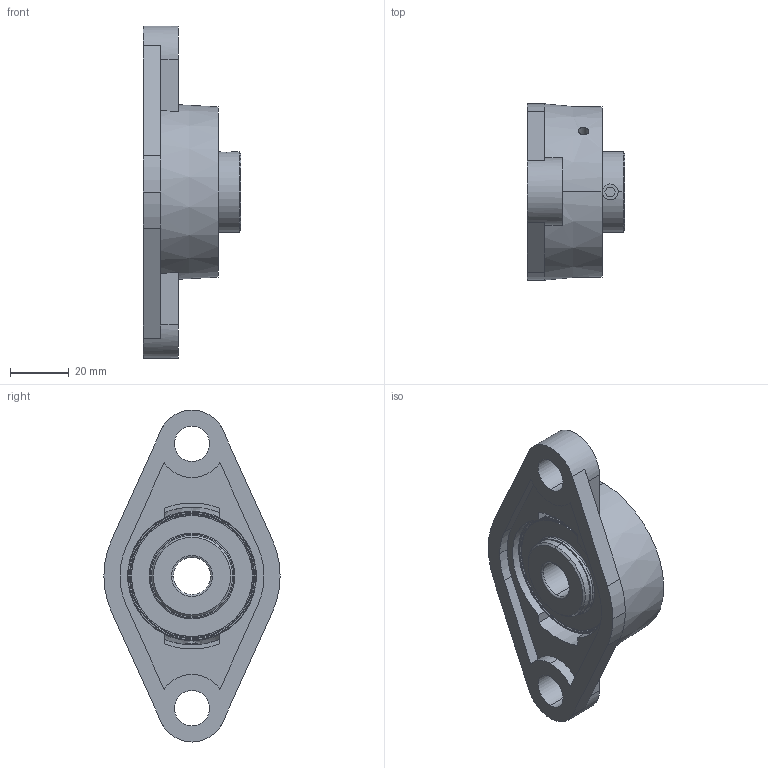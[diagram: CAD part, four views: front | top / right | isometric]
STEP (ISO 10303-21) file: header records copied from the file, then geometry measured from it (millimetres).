
FILE_DESCRIPTION(('STEP AP214'),'1');
FILE_NAME('inafag_ucfl201-08_8iwm4vnff3g45oi9d3mfhiexc.stp','2017-08-04T04:22:39',('TraceParts'),('TraceParts S.A.'),'Spatial InterOp 3D',' ',' ');
FILE_SCHEMA(('automotive_design'));
Length unit declared in the file: millimetre
Products named in the file (14): inafag_ucfl201-08_8iwm4vnff3g45oi9d3mfhiexc_1; inafag_ucfl201-08_8iwm4vnff3g45oi9d3mfhiexc_2; inafag_ucfl201-08_8iwm4vnff3g45oi9d3mfhiexc_3; inafag_ucfl201-08_8iwm4vnff3g45oi9d3mfhiexc_4; inafag_ucfl201-08_8iwm4vnff3g45oi9d3mfhiexc_5; inafag_ucfl201-08_8iwm4vnff3g45oi9d3mfhiexc_6; inafag_ucfl201-08_8iwm4vnff3g45oi9d3mfhiexc_7; inafag_ucfl201-08_8iwm4vnff3g45oi9d3mfhiexc_8; inafag_ucfl201-08_8iwm4vnff3g45oi9d3mfhiexc_9; inafag_ucfl201-08_8iwm4vnff3g45oi9d3mfhiexc_10; inafag_ucfl201-08_8iwm4vnff3g45oi9d3mfhiexc_11; inafag_ucfl201-08_8iwm4vnff3g45oi9d3mfhiexc_12; inafag_ucfl201-08_8iwm4vnff3g45oi9d3mfhiexc_13; inafag_ucfl201-08_8iwm4vnff3g45oi9d3mfhiexc_14
Bounding box: 33.3 x 60 x 113 mm (x, y, z)
Volume: 63814.8 mm3; surface area: 37397.5 mm2
Topology: 14 solids, 14 shells, 260 faces, 683 edges, 427 vertices
Faces by surface type: cylinder 81, plane 76, cone 52, torus 28, sphere 23
Entity records: 11267 total; most frequent: CARTESIAN_POINT 2427, DIRECTION 1535, ORIENTED_EDGE 1294, AXIS2_PLACEMENT_3D 656, EDGE_CURVE 647, VERTEX_POINT 427, CIRCLE 382, EDGE_LOOP 300
